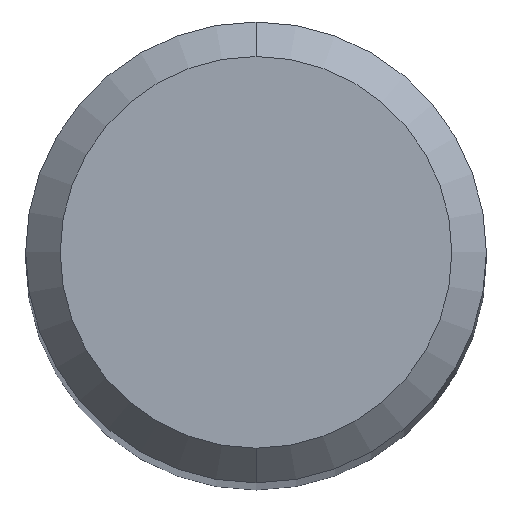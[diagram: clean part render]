
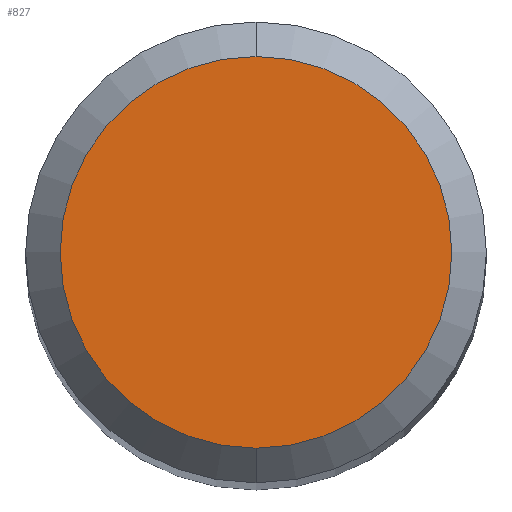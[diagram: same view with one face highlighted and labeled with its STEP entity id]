
A CAD part, top view. The second image highlights one B-rep face of the part: STEP entity #827.
In plain terms, the highlighted planar face has unit normal (0, 0, 1).
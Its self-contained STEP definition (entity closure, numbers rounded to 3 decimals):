
#415=VERTEX_POINT('',#1027);
#479=VERTEX_POINT('',#1099);
#501=EDGE_CURVE('',#415,#479,#1122,.T.);
#767=EDGE_CURVE('',#479,#415,#1425,.T.);
#827=ADVANCED_FACE('',(#1487),#1488,.T.);
#1027=CARTESIAN_POINT('',(0.,-1.7,0.0));
#1099=CARTESIAN_POINT('',(0.0,1.7,0.0));
#1122=CIRCLE('',#2259,1.7);
#1425=CIRCLE('',#5117,1.7);
#1487=FACE_OUTER_BOUND('',#5385,.T.);
#1488=PLANE('',#5386);
#2259=AXIS2_PLACEMENT_3D('',#6469,#6470,#6471);
#5117=AXIS2_PLACEMENT_3D('',#6912,#6913,#6914);
#5385=EDGE_LOOP('',(#6940,#6941));
#5386=AXIS2_PLACEMENT_3D('',#6942,#6943,#6944);
#6469=CARTESIAN_POINT('',(0.0,0.0,0.0));
#6470=DIRECTION('',(0.0,0.0,-1.0));
#6471=DIRECTION('',(0.0,1.0,0.0));
#6912=CARTESIAN_POINT('',(0.0,0.0,0.0));
#6913=DIRECTION('',(0.0,0.0,-1.0));
#6914=DIRECTION('',(0.0,1.0,0.0));
#6940=ORIENTED_EDGE('',*,*,#767,.F.);
#6941=ORIENTED_EDGE('',*,*,#501,.F.);
#6942=CARTESIAN_POINT('',(0.0,0.85,0.0));
#6943=DIRECTION('',(-0.0,0.0,1.0));
#6944=DIRECTION('',(0.0,-1.0,0.0));
